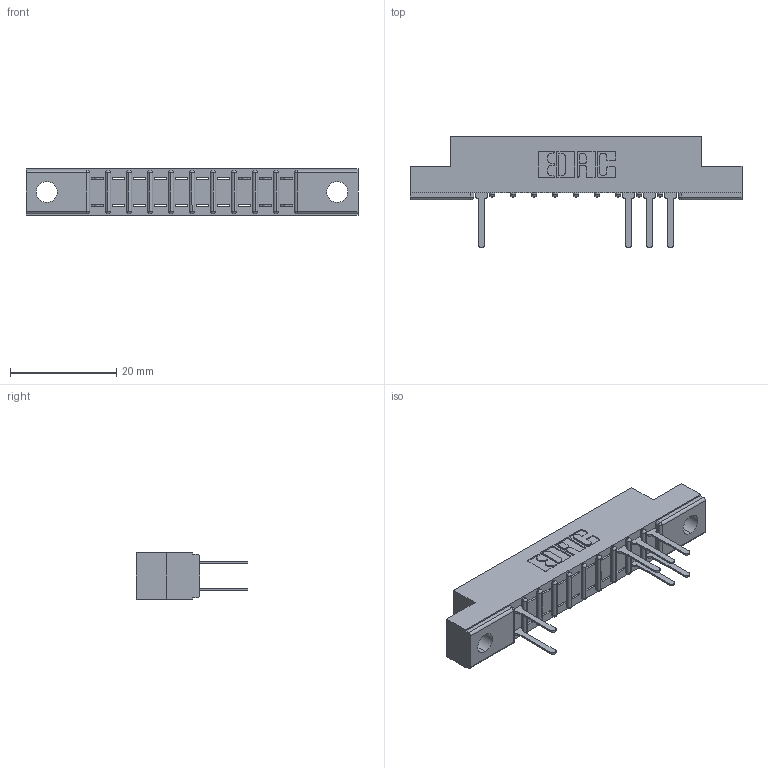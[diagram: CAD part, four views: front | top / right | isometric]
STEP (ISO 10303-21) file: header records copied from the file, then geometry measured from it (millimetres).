
FILE_DESCRIPTION (( 'STEP AP203' ), '1' );
FILE_NAME ('307-020-522-204.STEP', '2018-08-04T01:35:15', ( '' ), ( '' ), 'SwSTEP 2.0', 'SolidWorks 2016', '' );
FILE_SCHEMA (( 'CONFIG_CONTROL_DESIGN' ));
Length unit declared in the file: inch
Products named in the file (3): 307 Part_.156 Dia Mounting Holes; 307-290-001_522; 307-020-522-204
Assembly tree (8 placements, depth 2):
  307-020-522-204
    307 Part_.156 Dia Mounting Holes
    307-290-001_522  x7
Bounding box: 62.64 x 21.11 x 8.71 mm (x, y, z)
Volume: 3839.2 mm3; surface area: 5128.7 mm2
Topology: 8 solids, 8 shells, 595 faces, 1685 edges, 1082 vertices
Faces by surface type: plane 379, cylinder 194, sphere 22
Entity records: 12808 total; most frequent: CARTESIAN_POINT 2163, ORIENTED_EDGE 2150, DIRECTION 2111, EDGE_CURVE 1075, LINE 819, VECTOR 819, VERTEX_POINT 698, AXIS2_PLACEMENT_3D 646
